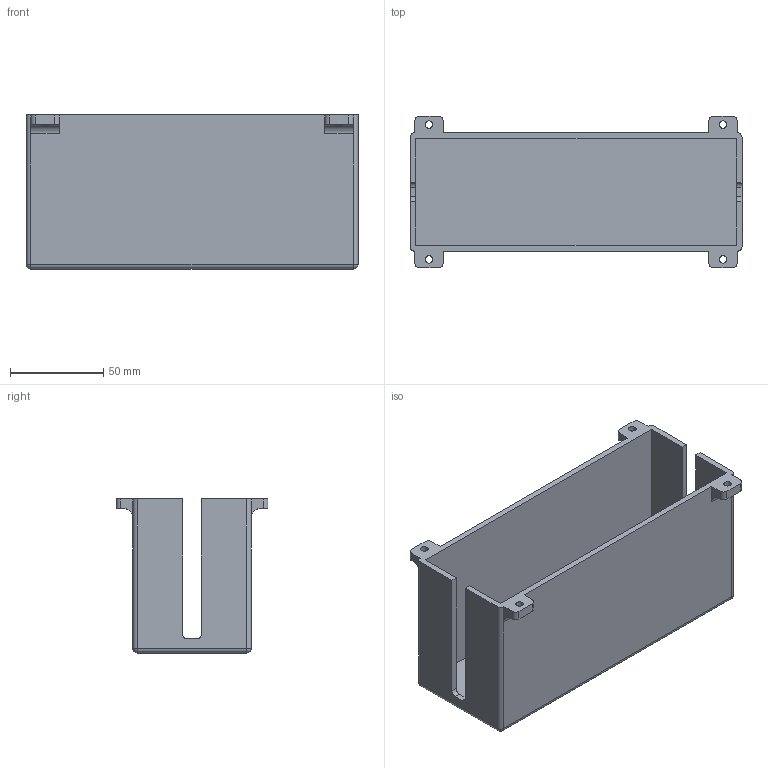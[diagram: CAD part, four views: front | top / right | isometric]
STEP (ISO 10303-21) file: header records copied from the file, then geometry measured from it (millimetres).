
FILE_DESCRIPTION(/* description */ (''),/* implementation_level */ '2;1');
FILE_NAME(/* name */ 'Power Strip Box.step',/* time_stamp */ '2025-11-06T12:05:19-08:00',/* author */ (''),/* organization */ (''),/* preprocessor_version */ 'ST-DEVELOPER v20.1',/* originating_system */ 'Autodesk Translation Framework v14.17.0.0',/* authorisation */ '');
FILE_SCHEMA (('AUTOMOTIVE_DESIGN { 1 0 10303 214 3 1 1 }'));
Length unit declared in the file: inch
Products named in the file (1): 2025-10-29-08-16-12-221
Bounding box: 177.8 x 81.28 x 82.55 mm (x, y, z)
Volume: 151109.4 mm3; surface area: 97173 mm2
Topology: 1 solids, 1 shells, 66 faces, 188 edges, 120 vertices
Faces by surface type: plane 34, cylinder 28, sphere 4
Full cylindrical faces by diameter (mm): 4 x4
Entity records: 2274 total; most frequent: CARTESIAN_POINT 467, ORIENTED_EDGE 376, DIRECTION 370, EDGE_CURVE 188, LINE 124, VECTOR 124, AXIS2_PLACEMENT_3D 123, VERTEX_POINT 120
